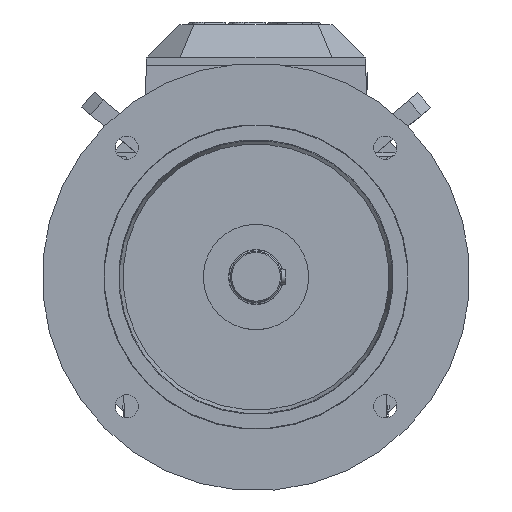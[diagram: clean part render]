
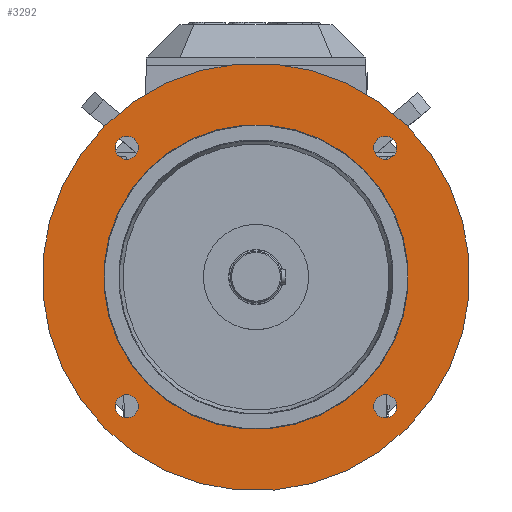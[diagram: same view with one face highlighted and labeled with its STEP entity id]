
A CAD part, top view. The second image highlights one B-rep face of the part: STEP entity #3292.
In plain terms, the highlighted planar face has unit normal (0, 0, 1).
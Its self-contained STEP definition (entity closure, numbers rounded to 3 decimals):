
#3154=CARTESIAN_POINT('',(88.388,88.388,79.));
#3155=VERTEX_POINT('',#3154);
#3156=CARTESIAN_POINT('',(0.,0.,79.));
#3157=DIRECTION('',(0.0,0.0,-1.0));
#3158=DIRECTION('',(0.191,0.982,0.0));
#3159=AXIS2_PLACEMENT_3D('',#3156,#3157,#3158);
#3160=CIRCLE('',#3159,125.);
#3161=EDGE_CURVE('',#3155,#3155,#3160,.T.);
#3185=CARTESIAN_POINT('',(115.566,106.066,79.));
#3186=VERTEX_POINT('',#3185);
#3187=CARTESIAN_POINT('',(106.066,106.066,79.));
#3188=DIRECTION('',(0.0,0.0,-1.));
#3189=DIRECTION('',(0.829,0.559,0.0));
#3190=AXIS2_PLACEMENT_3D('',#3187,#3188,#3189);
#3191=CIRCLE('',#3190,9.5);
#3192=EDGE_CURVE('',#3186,#3186,#3191,.T.);
#3202=CARTESIAN_POINT('',(-106.066,115.566,79.));
#3203=VERTEX_POINT('',#3202);
#3204=CARTESIAN_POINT('',(-106.066,106.066,79.));
#3205=DIRECTION('',(0.0,0.0,-1.0));
#3206=DIRECTION('',(-0.559,0.829,0.0));
#3207=AXIS2_PLACEMENT_3D('',#3204,#3205,#3206);
#3208=CIRCLE('',#3207,9.5);
#3209=EDGE_CURVE('',#3203,#3203,#3208,.T.);
#3230=CARTESIAN_POINT('',(-115.566,-106.066,79.));
#3231=VERTEX_POINT('',#3230);
#3232=CARTESIAN_POINT('',(-106.066,-106.066,79.));
#3233=DIRECTION('',(0.0,0.0,-1.0));
#3234=DIRECTION('',(-0.829,-0.559,0.0));
#3235=AXIS2_PLACEMENT_3D('',#3232,#3233,#3234);
#3236=CIRCLE('',#3235,9.5);
#3237=EDGE_CURVE('',#3231,#3231,#3236,.T.);
#3253=CARTESIAN_POINT('',(0.0,-193.076,79.));
#3254=DIRECTION('',(0.0,0.0,1.0));
#3255=DIRECTION('',(1.0,0.0,0.0));
#3256=AXIS2_PLACEMENT_3D('',#3253,#3254,#3255);
#3257=PLANE('',#3256);
#3258=CARTESIAN_POINT('',(124.114,124.114,79.));
#3259=VERTEX_POINT('',#3258);
#3260=CARTESIAN_POINT('',(0.,0.,79.));
#3261=DIRECTION('',(0.0,0.0,-1.));
#3262=DIRECTION('',(0.191,0.982,0.0));
#3263=AXIS2_PLACEMENT_3D('',#3260,#3261,#3262);
#3264=CIRCLE('',#3263,175.524);
#3265=EDGE_CURVE('',#3259,#3259,#3264,.T.);
#3266=ORIENTED_EDGE('',*,*,#3265,.F.);
#3267=EDGE_LOOP('',(#3266));
#3268=FACE_OUTER_BOUND('',#3267,.T.);
#3269=CARTESIAN_POINT('',(106.066,-115.566,79.));
#3270=VERTEX_POINT('',#3269);
#3271=CARTESIAN_POINT('',(106.066,-106.066,79.));
#3272=DIRECTION('',(0.0,0.0,-1.0));
#3273=DIRECTION('',(0.559,-0.829,0.0));
#3274=AXIS2_PLACEMENT_3D('',#3271,#3272,#3273);
#3275=CIRCLE('',#3274,9.5);
#3276=EDGE_CURVE('',#3270,#3270,#3275,.T.);
#3277=ORIENTED_EDGE('',*,*,#3276,.T.);
#3278=EDGE_LOOP('',(#3277));
#3279=FACE_BOUND('',#3278,.T.);
#3280=ORIENTED_EDGE('',*,*,#3237,.T.);
#3281=EDGE_LOOP('',(#3280));
#3282=FACE_BOUND('',#3281,.T.);
#3283=ORIENTED_EDGE('',*,*,#3209,.T.);
#3284=EDGE_LOOP('',(#3283));
#3285=FACE_BOUND('',#3284,.T.);
#3286=ORIENTED_EDGE('',*,*,#3192,.T.);
#3287=EDGE_LOOP('',(#3286));
#3288=FACE_BOUND('',#3287,.T.);
#3289=ORIENTED_EDGE('',*,*,#3161,.T.);
#3290=EDGE_LOOP('',(#3289));
#3291=FACE_BOUND('',#3290,.T.);
#3292=ADVANCED_FACE('',(#3268,#3279,#3282,#3285,#3288,#3291),#3257,.T.);
